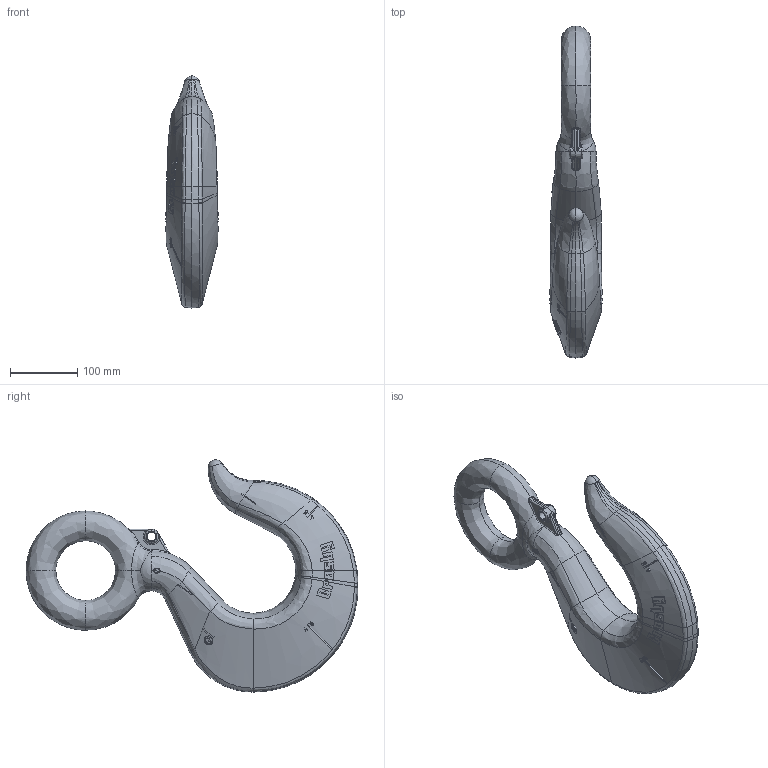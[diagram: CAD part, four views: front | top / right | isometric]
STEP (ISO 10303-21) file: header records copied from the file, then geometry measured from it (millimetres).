
FILE_DESCRIPTION((''),'2;1');
FILE_NAME('CROSBY_320_HK_ID_O','2003-12-12T',('adoughty'),('The Crosby Group, Inc.'),'PRO/ENGINEER BY PARAMETRIC TECHNOLOGY CORPORATION, 2001150','PRO/ENGINEER BY PARAMETRIC TECHNOLOGY CORPORATION, 2001150','');
FILE_SCHEMA(('CONFIG_CONTROL_DESIGN'));
Length unit declared in the file: inch
Products named in the file (1): CROSBY_320_HK_ID_O
Bounding box: 78.29 x 494.86 x 346.19 mm (x, y, z)
Volume: 3405609.7 mm3; surface area: 216400.8 mm2
Topology: 1 solids, 1 shells, 318 faces, 788 edges, 480 vertices
Faces by surface type: bspline 148, plane 114, cylinder 22, extrusion 18, torus 8, sphere 4, cone 4
Entity records: 17458 total; most frequent: CARTESIAN_POINT 11457, ORIENTED_EDGE 1568, EDGE_CURVE 784, DIRECTION 636, B_SPLINE_CURVE_WITH_KNOTS 561, VERTEX_POINT 480, EDGE_LOOP 334, FACE_OUTER_BOUND 318
